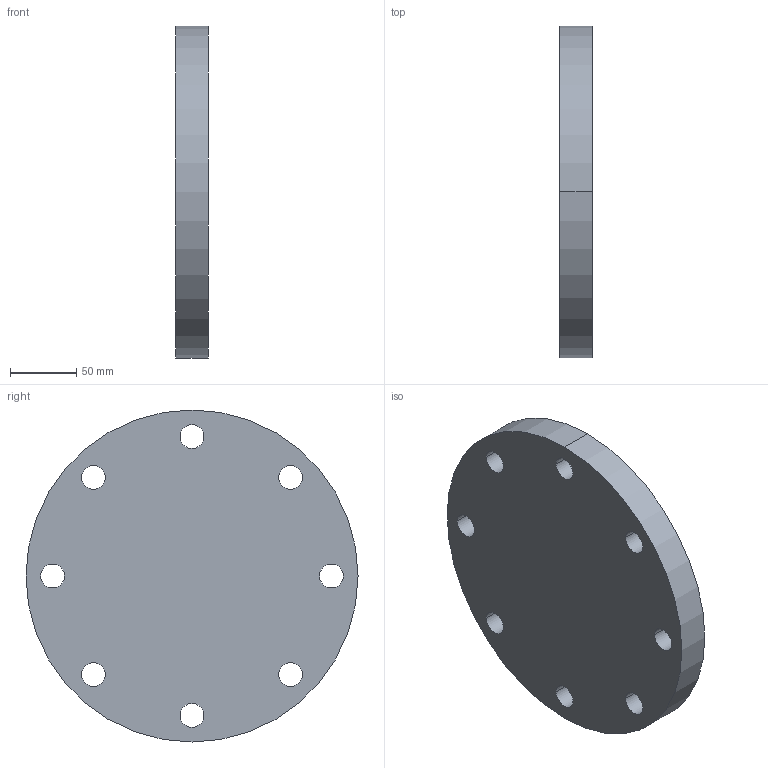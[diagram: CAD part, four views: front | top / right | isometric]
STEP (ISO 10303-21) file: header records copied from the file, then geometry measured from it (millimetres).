
FILE_DESCRIPTION( ( '' ), '1' );
FILE_NAME( 'FCS140.stp', '2015-09-22T07:44:49', ( '' ), ( '' ), ' ', ' ', ' ' );
FILE_SCHEMA( ( 'automotive_design' ) );
Length unit declared in the file: millimetre
Products named in the file (1): 1
Bounding box: 24.5 x 250 x 250 mm (x, y, z)
Volume: 1152765 mm3; surface area: 124429.1 mm2
Topology: 1 solids, 1 shells, 20 faces, 54 edges, 36 vertices
Faces by surface type: cylinder 18, plane 2
Entity records: 1320 total; most frequent: DIRECTION 132, STYLED_ITEM 111, PRESENTATION_STYLE_ASSIGNMENT 111, CARTESIAN_POINT 111, COLOUR_RGB 111, ORIENTED_EDGE 108, AXIS2_PLACEMENT_3D 57, EDGE_CURVE 54
